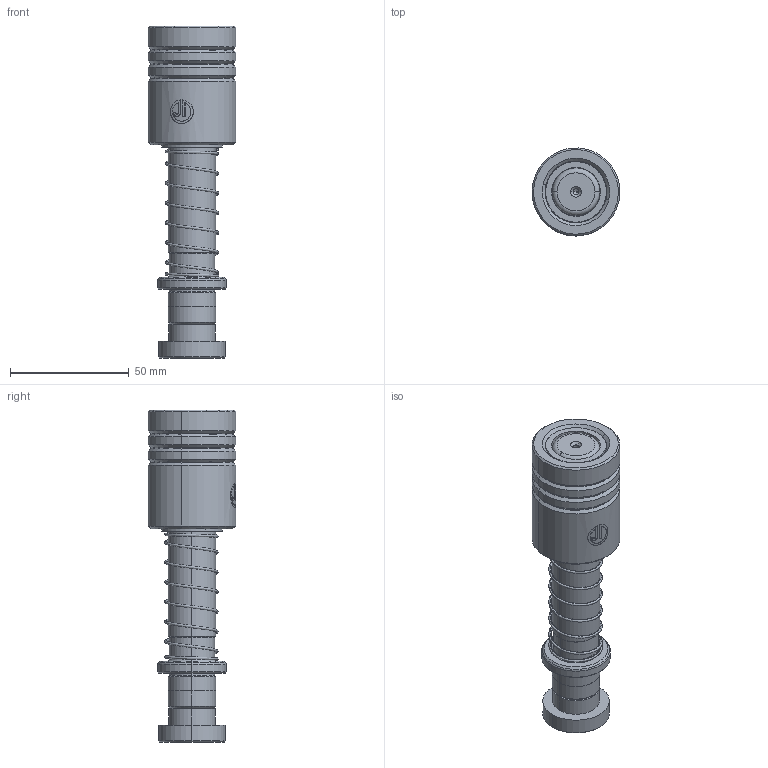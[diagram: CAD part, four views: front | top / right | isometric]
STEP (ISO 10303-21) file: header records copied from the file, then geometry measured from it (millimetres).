
FILE_DESCRIPTION (( 'STEP AP214' ), '1' );
FILE_NAME ('HBSH(HBJH)-D20-L110(BL-50).STEP', '2021-08-13T07:26:48', ( '' ), ( '' ), 'SwSTEP 2.0', 'SolidWorks 2016', '' );
FILE_SCHEMA (( 'AUTOMOTIVE_DESIGN' ));
Length unit declared in the file: millimetre
Products named in the file (191): BALL-D3; HBSH(HBJH)-D20-L110(BL-50); BSH-D25.5-20.5-50郪蚾; HWP-D22.5-d20.5-L50; DRP蹟簽D20; TBB-D37-d26-L50; DRP-D20-L110; BSH25.5-20.5-L50
Assembly tree (185 placements, depth 3):
  BALL-D3
  HBSH(HBJH)-D20-L110(BL-50)
    BSH-D25.5-20.5-50郪蚾
      BSH25.5-20.5-L50
    HWP-D22.5-d20.5-L50
  BALL-D3
  BALL-D3
  BALL-D3
Bounding box: 36.92 x 36.96 x 139.66 mm (x, y, z)
Volume: 78757.3 mm3; surface area: 41183.2 mm2
Topology: 181 solids, 181 shells, 848 faces, 3533 edges, 2338 vertices
Faces by surface type: sphere 704, cylinder 42, cone 40, torus 24, plane 24, bspline 14
Entity records: 36203 total; most frequent: CARTESIAN_POINT 20088, ORIENTED_EDGE 2824, DIRECTION 2500, EDGE_CURVE 1412, AXIS2_PLACEMENT_3D 1195, VERTEX_POINT 918, EDGE_LOOP 848, B_SPLINE_CURVE_WITH_KNOTS 785
